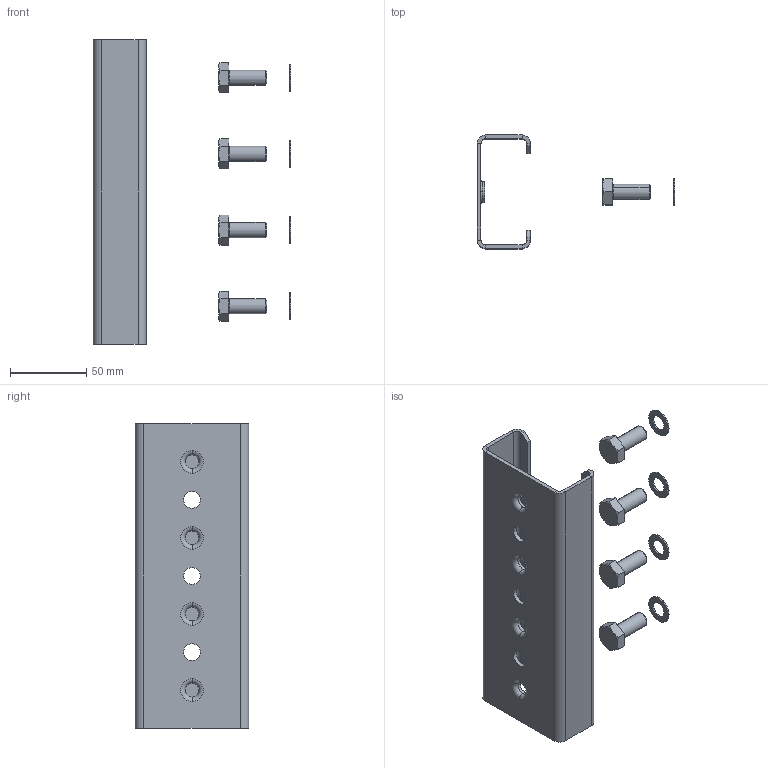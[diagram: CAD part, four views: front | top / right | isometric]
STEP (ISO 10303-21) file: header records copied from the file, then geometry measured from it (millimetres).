
FILE_DESCRIPTION (( 'STEP AP214' ), '1' );
FILE_NAME ('5901215_STEP.STEP', '2023-10-13T12:58:20', ( '' ), ( '' ), 'SwSTEP 2.0', 'SolidWorks 2022', '' );
FILE_SCHEMA (( 'AUTOMOTIVE_DESIGN' ));
Length unit declared in the file: millimetre
Products named in the file (4): 020322_DIN 933 - M10 x 25; 5901215_STEP; serrated lock washer 1_din_Fächerscheibe - DIN 6798-A10.5; 243451
Assembly tree (9 placements, depth 2):
  5901215_STEP
    243451
    020322_DIN 933 - M10 x 25  x4
    serrated lock washer 1_din_Fächerscheibe - DIN 6798-A10.5  x4
Bounding box: 129.83 x 74.5 x 200 mm (x, y, z)
Volume: 89489.5 mm3; surface area: 70300 mm2
Topology: 9 solids, 9 shells, 468 faces, 1346 edges, 780 vertices
Faces by surface type: plane 214, bspline 128, cylinder 62, torus 32, cone 32
Entity records: 6966 total; most frequent: CARTESIAN_POINT 1808, ORIENTED_EDGE 912, DIRECTION 868, EDGE_CURVE 456, AXIS2_PLACEMENT_3D 328, VERTEX_POINT 288, LINE 212, VECTOR 212
